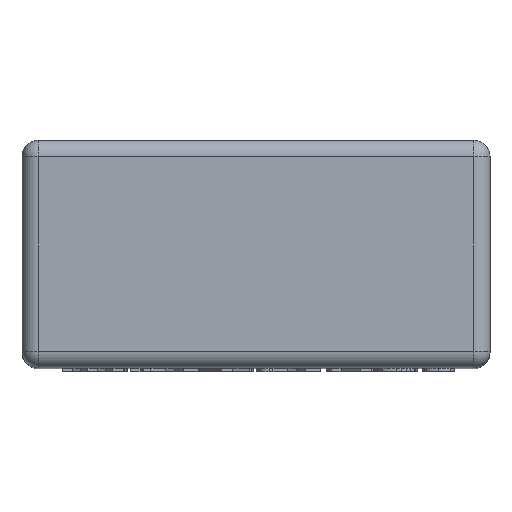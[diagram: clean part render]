
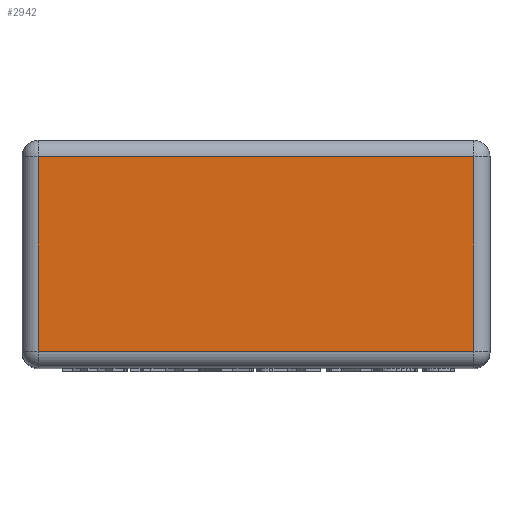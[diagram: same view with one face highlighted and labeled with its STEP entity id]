
A CAD part, top view. The second image highlights one B-rep face of the part: STEP entity #2942.
In plain terms, the highlighted planar face has unit normal (0, 0, 1).
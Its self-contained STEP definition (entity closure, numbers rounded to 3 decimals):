
#193 = VERTEX_POINT('',#194);
#194 = CARTESIAN_POINT('',(-3.35,1.5,8.5));
#201 = EDGE_CURVE('',#193,#202,#204,.T.);
#202 = VERTEX_POINT('',#203);
#203 = CARTESIAN_POINT('',(-3.35,-1.5,8.5));
#204 = LINE('',#205,#206);
#205 = CARTESIAN_POINT('',(-3.35,1.75,8.5));
#206 = VECTOR('',#207,1.);
#207 = DIRECTION('',(0.,-1.,0.));
#2942 = ADVANCED_FACE('',(#2943),#2968,.T.);
#2943 = FACE_BOUND('',#2944,.T.);
#2944 = EDGE_LOOP('',(#2945,#2953,#2961,#2967));
#2945 = ORIENTED_EDGE('',*,*,#2946,.T.);
#2946 = EDGE_CURVE('',#202,#2947,#2949,.T.);
#2947 = VERTEX_POINT('',#2948);
#2948 = CARTESIAN_POINT('',(3.35,-1.5,8.5));
#2949 = LINE('',#2950,#2951);
#2950 = CARTESIAN_POINT('',(-3.6,-1.5,8.5));
#2951 = VECTOR('',#2952,1.);
#2952 = DIRECTION('',(1.,0.,0.));
#2953 = ORIENTED_EDGE('',*,*,#2954,.F.);
#2954 = EDGE_CURVE('',#2955,#2947,#2957,.T.);
#2955 = VERTEX_POINT('',#2956);
#2956 = CARTESIAN_POINT('',(3.35,1.5,8.5));
#2957 = LINE('',#2958,#2959);
#2958 = CARTESIAN_POINT('',(3.35,1.75,8.5));
#2959 = VECTOR('',#2960,1.);
#2960 = DIRECTION('',(0.,-1.,0.));
#2961 = ORIENTED_EDGE('',*,*,#2962,.F.);
#2962 = EDGE_CURVE('',#193,#2955,#2963,.T.);
#2963 = LINE('',#2964,#2965);
#2964 = CARTESIAN_POINT('',(-3.6,1.5,8.5));
#2965 = VECTOR('',#2966,1.);
#2966 = DIRECTION('',(1.,0.,0.));
#2967 = ORIENTED_EDGE('',*,*,#201,.T.);
#2968 = PLANE('',#2969);
#2969 = AXIS2_PLACEMENT_3D('',#2970,#2971,#2972);
#2970 = CARTESIAN_POINT('',(-3.6,1.75,8.5));
#2971 = DIRECTION('',(0.,0.,1.));
#2972 = DIRECTION('',(1.,0.,0.));
